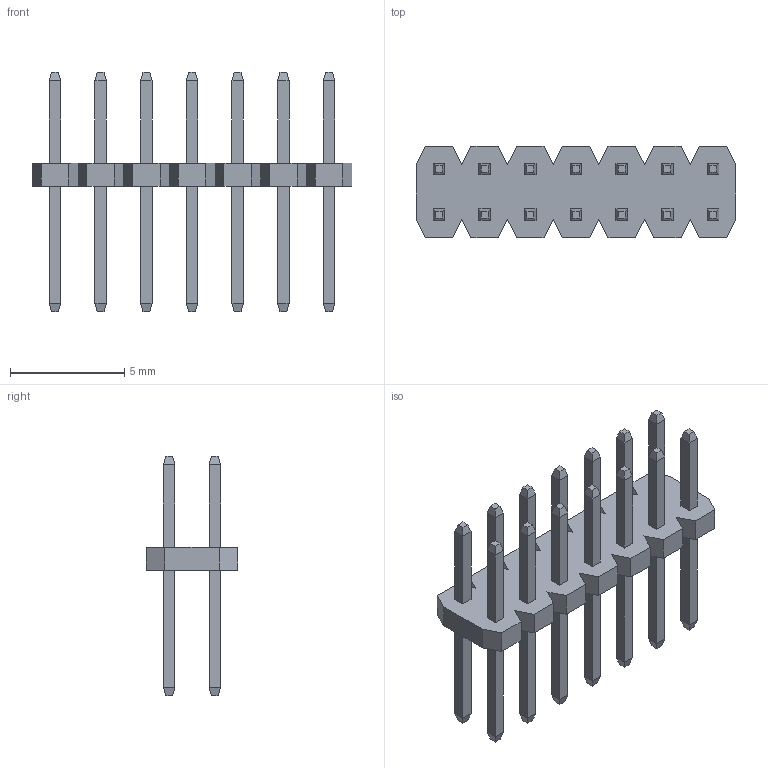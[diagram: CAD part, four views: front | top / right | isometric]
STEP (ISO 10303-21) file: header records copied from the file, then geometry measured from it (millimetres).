
FILE_DESCRIPTION (( 'STEP AP214' ), '1' );
FILE_NAME ('FPH20047-D14S1014111710B-REF.STEP', '2026-01-09T02:17:49', ( '' ), ( '' ), 'SwSTEP 2.0', 'SolidWorks 2021', '' );
FILE_SCHEMA (( 'AUTOMOTIVE_DESIGN' ));
Length unit declared in the file: millimetre
Products named in the file (1): FPH20047-D14S1014111710B-REF
Bounding box: 14 x 4 x 10.5 mm (x, y, z)
Volume: 83.9 mm3; surface area: 407.6 mm2
Topology: 1 solids, 1 shells, 298 faces, 692 edges, 424 vertices
Faces by surface type: plane 298
Entity records: 8174 total; most frequent: CARTESIAN_POINT 1415, ORIENTED_EDGE 1384, DIRECTION 1290, LINE 692, VECTOR 692, EDGE_CURVE 692, VERTEX_POINT 424, EDGE_LOOP 326
